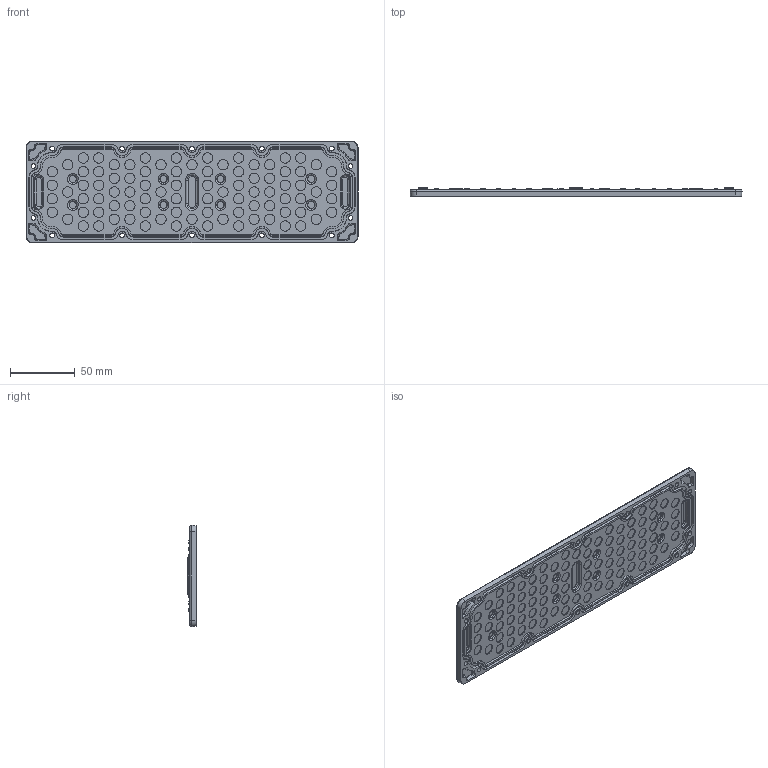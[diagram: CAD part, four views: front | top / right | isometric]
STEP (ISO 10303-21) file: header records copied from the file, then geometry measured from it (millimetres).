
FILE_DESCRIPTION (( 'STEP AP203' ), '1' );
FILE_NAME ('L228-2-LD90H1-T90_20190815-KH.stp', '2021-06-22T06:36:26', ( 'Windows 蚚誧' ), ( '' ), 'SwSTEP 2.0', 'SolidWorks 2019', '' );
FILE_SCHEMA (( 'CONFIG_CONTROL_DESIGN' ));
Products named in the file (1): L228-2-LD90H1-T90_20190815-KH
Bounding box: 256.49 x 6.4 x 78.49 mm (x, y, z)
Volume: 49985.4 mm3; surface area: 53527.1 mm2
Topology: 1 solids, 91 shells, 1260 faces, 2734 edges, 1881 vertices
Faces by surface type: bspline 370, cone 316, plane 312, cylinder 234, torus 28
Entity records: 53471 total; most frequent: CARTESIAN_POINT 27233, ORIENTED_EDGE 5468, DIRECTION 5101, EDGE_CURVE 2734, AXIS2_PLACEMENT_3D 2158, VERTEX_POINT 1881, EDGE_LOOP 1513, CIRCLE 1267
